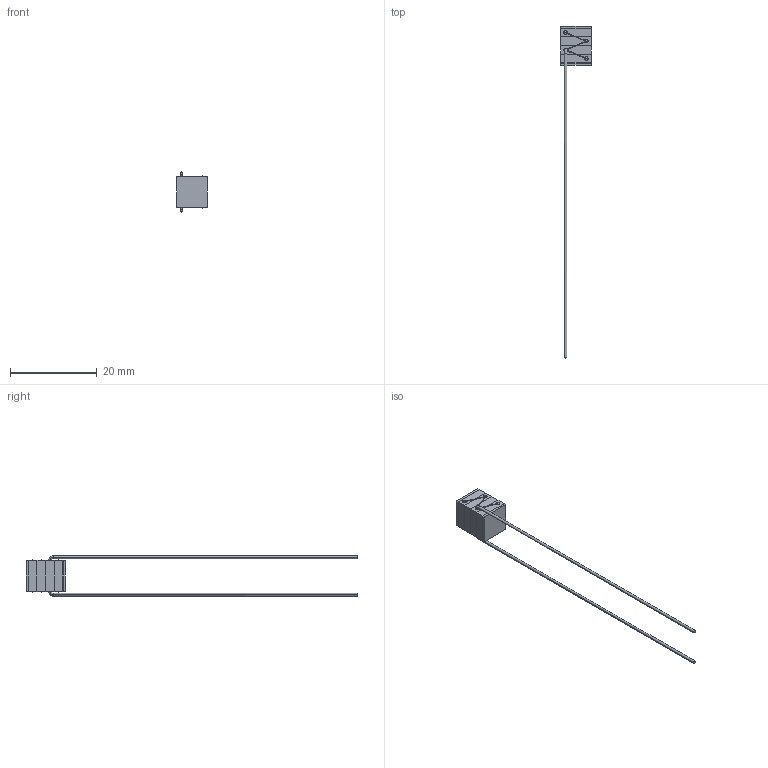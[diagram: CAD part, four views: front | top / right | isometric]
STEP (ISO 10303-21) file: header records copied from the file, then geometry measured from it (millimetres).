
FILE_DESCRIPTION (( 'STEP AP214' ), '1' );
FILE_NAME ('CTN003156.STEP', '2016-04-22T01:57:26', ( '' ), ( '' ), 'SwSTEP 2.0', 'SolidWorks 2014', '' );
FILE_SCHEMA (( 'AUTOMOTIVE_DESIGN' ));
Length unit declared in the file: millimetre
Products named in the file (1): CTN003156
Bounding box: 7 x 76.43 x 9.24 mm (x, y, z)
Volume: 874.5 mm3; surface area: 1736.9 mm2
Topology: 4 solids, 4 shells, 140 faces, 382 edges, 250 vertices
Faces by surface type: plane 82, bspline 26, sphere 16, cylinder 16
Entity records: 7619 total; most frequent: CARTESIAN_POINT 3363, ORIENTED_EDGE 764, DIRECTION 586, EDGE_CURVE 382, VERTEX_POINT 250, LINE 216, VECTOR 216, AXIS2_PLACEMENT_3D 185
